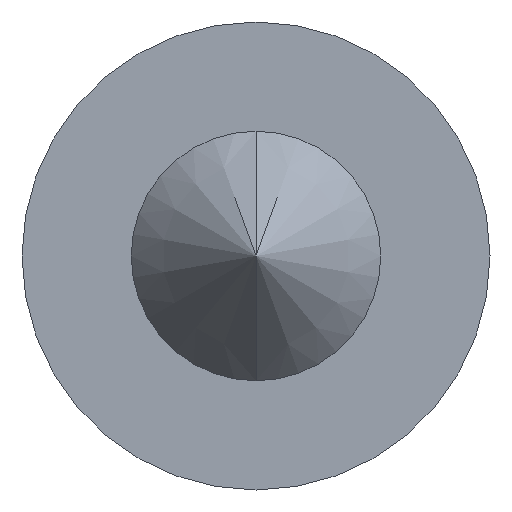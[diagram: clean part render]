
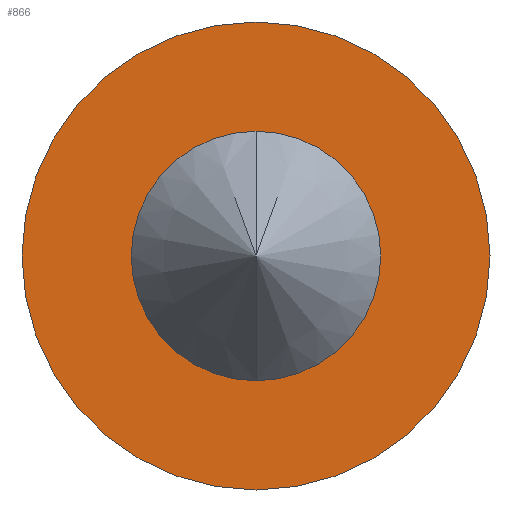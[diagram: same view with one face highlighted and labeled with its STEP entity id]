
A CAD part, front view. The second image highlights one B-rep face of the part: STEP entity #866.
In plain terms, the highlighted planar face has unit normal (0, -1, 0).
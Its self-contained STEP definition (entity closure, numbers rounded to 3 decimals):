
#55 = AXIS2_PLACEMENT_3D ( 'NONE', #566, #567, #568 ) ;
#76 = EDGE_LOOP ( 'NONE', ( #415, #414 ) ) ;
#77 = EDGE_LOOP ( 'NONE', ( #412, #413 ) ) ;
#123 = CARTESIAN_POINT ( 'NONE',  ( 0., 0., -7.5 ) ) ;
#127 = CARTESIAN_POINT ( 'NONE',  ( 0., 0., 7.5 ) ) ;
#131 = CARTESIAN_POINT ( 'NONE',  ( 0., 0., 3.5 ) ) ;
#137 = CARTESIAN_POINT ( 'NONE',  ( 0., 0., -3.5 ) ) ;
#146 = CARTESIAN_POINT ( 'NONE',  ( 0., 0., 0. ) ) ;
#204 = DIRECTION ( 'NONE',  ( 0., 1., 0. ) ) ;
#205 = DIRECTION ( 'NONE',  ( 0., 0., -1. ) ) ;
#206 = CARTESIAN_POINT ( 'NONE',  ( 0., 0., 0. ) ) ;
#210 = DIRECTION ( 'NONE',  ( 0., 1., 0. ) ) ;
#211 = DIRECTION ( 'NONE',  ( 0., 0., 1. ) ) ;
#236 = AXIS2_PLACEMENT_3D ( 'NONE', #146, #204, #205 ) ;
#243 = AXIS2_PLACEMENT_3D ( 'NONE', #206, #210, #211 ) ;
#287 = PLANE ( 'NONE',  #756 ) ;
#288 = CARTESIAN_POINT ( 'NONE',  ( 0., 0., 3. ) ) ;
#289 = DIRECTION ( 'NONE',  ( 0., -1., 0. ) ) ;
#290 = DIRECTION ( 'NONE',  ( 0., 0., -1. ) ) ;
#317 = CARTESIAN_POINT ( 'NONE',  ( 0., 0., 0. ) ) ;
#318 = DIRECTION ( 'NONE',  ( 0., 1., 0. ) ) ;
#319 = DIRECTION ( 'NONE',  ( 0., 0., 1. ) ) ;
#367 = VERTEX_POINT ( 'NONE', #123 ) ;
#412 = ORIENTED_EDGE ( 'NONE', *, *, #839, .T. ) ;
#413 = ORIENTED_EDGE ( 'NONE', *, *, #807, .T. ) ;
#414 = ORIENTED_EDGE ( 'NONE', *, *, #809, .F. ) ;
#415 = ORIENTED_EDGE ( 'NONE', *, *, #876, .F. ) ;
#566 = CARTESIAN_POINT ( 'NONE',  ( 0., 0., 0. ) ) ;
#567 = DIRECTION ( 'NONE',  ( 0., 1., 0. ) ) ;
#568 = DIRECTION ( 'NONE',  ( 0., 0., -1. ) ) ;
#687 = VERTEX_POINT ( 'NONE', #127 ) ;
#691 = VERTEX_POINT ( 'NONE', #131 ) ;
#697 = VERTEX_POINT ( 'NONE', #137 ) ;
#744 = FACE_OUTER_BOUND ( 'NONE', #76, .T. ) ;
#753 = FACE_BOUND ( 'NONE', #77, .T. ) ;
#756 = AXIS2_PLACEMENT_3D ( 'NONE', #288, #289, #290 ) ;
#766 = AXIS2_PLACEMENT_3D ( 'NONE', #317, #318, #319 ) ;
#807 = EDGE_CURVE ( 'NONE', #691, #697, #886, .T. ) ;
#809 = EDGE_CURVE ( 'NONE', #367, #687, #889, .T. ) ;
#839 = EDGE_CURVE ( 'NONE', #697, #691, #899, .T. ) ;
#866 = ADVANCED_FACE ( 'NONE', ( #753, #744 ), #287, .T. ) ;
#876 = EDGE_CURVE ( 'NONE', #687, #367, #916, .T. ) ;
#886 = CIRCLE ( 'NONE', #236, 3.5 ) ;
#889 = CIRCLE ( 'NONE', #243, 7.5 ) ;
#899 = CIRCLE ( 'NONE', #55, 3.5 ) ;
#916 = CIRCLE ( 'NONE', #766, 7.5 ) ;
